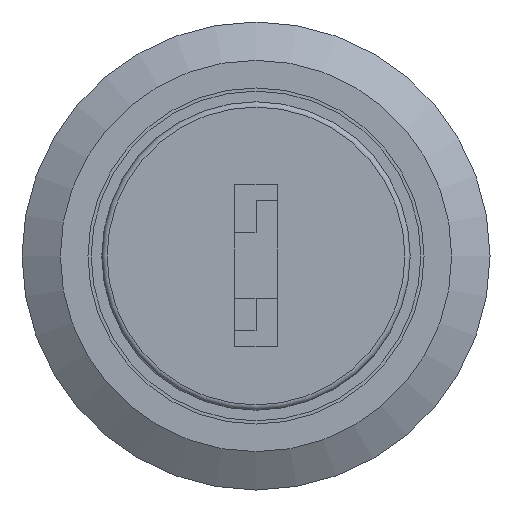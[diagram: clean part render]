
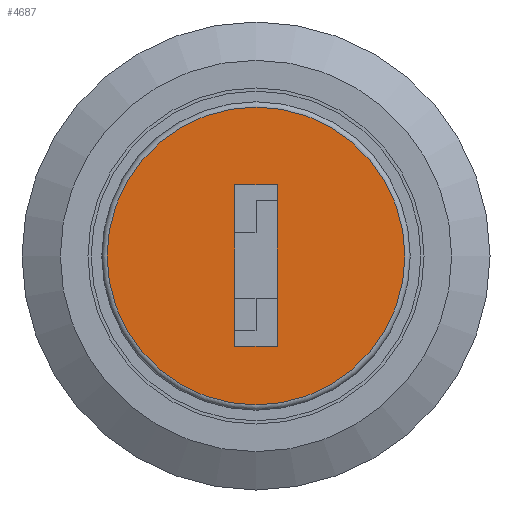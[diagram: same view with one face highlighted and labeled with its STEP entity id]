
A CAD part, left-side view. The second image highlights one B-rep face of the part: STEP entity #4687.
In plain terms, the highlighted planar face has unit normal (-1, 0, 0).
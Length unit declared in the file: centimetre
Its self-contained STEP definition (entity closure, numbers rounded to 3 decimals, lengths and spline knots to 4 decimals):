
#123=FACE_BOUND('',#626,.T.);
#175=PLANE('',#4970);
#363=FACE_OUTER_BOUND('',#625,.T.);
#625=EDGE_LOOP('',(#3321));
#626=EDGE_LOOP('',(#3322,#3323,#3324,#3325));
#906=LINE('',#6606,#1407);
#920=LINE('',#6634,#1421);
#944=LINE('',#6691,#1445);
#945=LINE('',#6692,#1446);
#1407=VECTOR('',#5351,1.);
#1421=VECTOR('',#5371,1.);
#1445=VECTOR('',#5433,1.);
#1446=VECTOR('',#5434,1.);
#1902=CIRCLE('',#4969,0.7);
#2051=VERTEX_POINT('',#6603);
#2052=VERTEX_POINT('',#6605);
#2062=VERTEX_POINT('',#6631);
#2063=VERTEX_POINT('',#6633);
#2077=VERTEX_POINT('',#6687);
#2522=EDGE_CURVE('',#2052,#2051,#906,.T.);
#2536=EDGE_CURVE('',#2063,#2062,#920,.T.);
#2563=EDGE_CURVE('',#2077,#2077,#1902,.T.);
#2564=EDGE_CURVE('',#2051,#2063,#944,.T.);
#2565=EDGE_CURVE('',#2062,#2052,#945,.T.);
#3321=ORIENTED_EDGE('',*,*,#2563,.F.);
#3322=ORIENTED_EDGE('',*,*,#2522,.T.);
#3323=ORIENTED_EDGE('',*,*,#2564,.T.);
#3324=ORIENTED_EDGE('',*,*,#2536,.T.);
#3325=ORIENTED_EDGE('',*,*,#2565,.T.);
#4687=ADVANCED_FACE('',(#363,#123),#175,.T.);
#4969=AXIS2_PLACEMENT_3D('',#6689,#5429,#5430);
#4970=AXIS2_PLACEMENT_3D('',#6690,#5431,#5432);
#5351=DIRECTION('',(0.,0.,1.));
#5371=DIRECTION('',(0.,0.,-1.));
#5429=DIRECTION('center_axis',(1.,0.,0.));
#5430=DIRECTION('ref_axis',(0.,-1.,0.));
#5431=DIRECTION('center_axis',(-1.,0.,0.));
#5432=DIRECTION('ref_axis',(0.,1.,0.));
#5433=DIRECTION('',(0.,-1.,0.));
#5434=DIRECTION('',(0.,1.,0.));
#6603=CARTESIAN_POINT('',(-0.18,0.1,0.335));
#6605=CARTESIAN_POINT('',(-0.18,0.1,-0.425));
#6606=CARTESIAN_POINT('',(-0.18,0.1,-0.2125));
#6631=CARTESIAN_POINT('',(-0.18,-0.1,-0.425));
#6633=CARTESIAN_POINT('',(-0.18,-0.1,0.335));
#6634=CARTESIAN_POINT('',(-0.18,-0.1,0.1675));
#6687=CARTESIAN_POINT('',(-0.18,0.7,0.));
#6689=CARTESIAN_POINT('Origin',(-0.18,0.,0.));
#6690=CARTESIAN_POINT('Origin',(-0.18,0.,0.));
#6691=CARTESIAN_POINT('',(-0.18,0.05,0.335));
#6692=CARTESIAN_POINT('',(-0.18,-0.05,-0.425));
